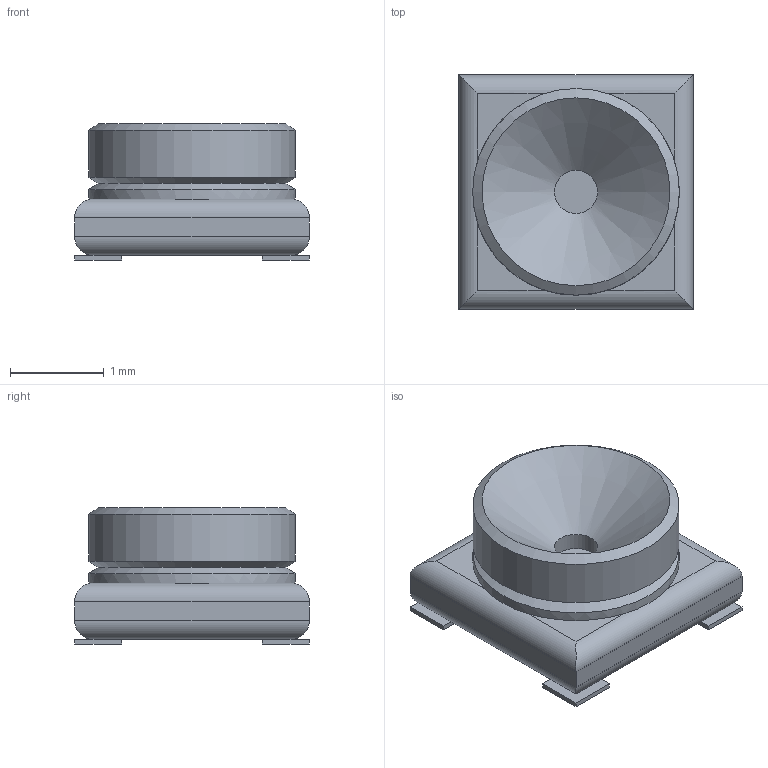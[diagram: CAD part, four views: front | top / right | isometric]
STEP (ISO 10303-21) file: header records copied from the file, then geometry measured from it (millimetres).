
FILE_DESCRIPTION(('FreeCAD Model'),'2;1');
FILE_NAME('MM8130-2600_SMD_RA.step','2017-08-09T16:12:43',('kicad StepUp'),( 'ksu MCAD'),'Open CASCADE STEP processor 6.8','FreeCAD','Unknown');
FILE_SCHEMA(('AUTOMOTIVE_DESIGN_CC2 { 1 2 10303 214 -1 1 5 4 }'));
Length unit declared in the file: millimetre
Products named in the file (2): ASSEMBLY; MM8130-2600_SMD_RA
Assembly tree (1 placements, depth 2):
  ASSEMBLY
    MM8130-2600_SMD_RA
Bounding box: 2.5 x 2.5 x 1.45 mm (x, y, z)
Volume: 5.8 mm3; surface area: 26.3 mm2
Topology: 5 solids, 5 shells, 53 faces, 107 edges, 64 vertices
Faces by surface type: plane 38, cylinder 11, cone 4
Full cylindrical faces by diameter (mm): 0.46 x1, 2.2 x2
Entity records: 1744 total; most frequent: DIRECTION 241, CARTESIAN_POINT 226, ORIENTED_EDGE 214, EDGE_CURVE 107, LINE 83, VECTOR 83, AXIS2_PLACEMENT_3D 79, VERTEX_POINT 64
